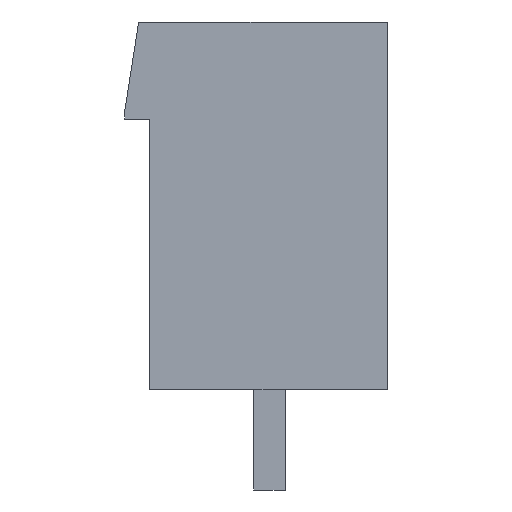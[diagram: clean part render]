
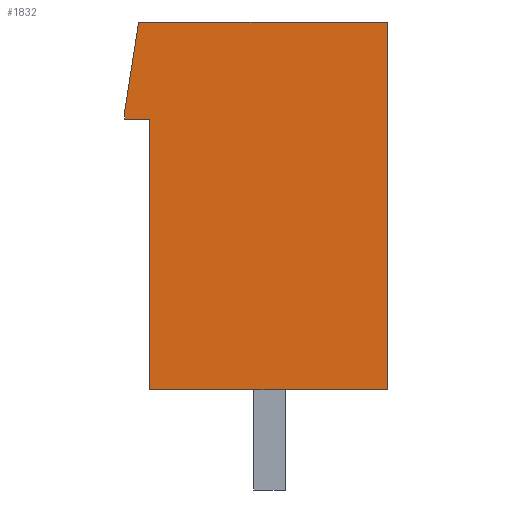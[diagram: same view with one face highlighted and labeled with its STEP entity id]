
A CAD part, left-side view. The second image highlights one B-rep face of the part: STEP entity #1832.
In plain terms, the highlighted planar face has unit normal (-1, 0, 0).
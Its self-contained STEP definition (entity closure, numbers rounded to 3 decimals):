
#1811=AXIS2_PLACEMENT_3D('Plane Axis2P3D',#1808,#1809,#1810) ;
#642=CARTESIAN_POINT('Vertex',(0.,7.6,3.2)) ;
#645=CARTESIAN_POINT('Line Origine',(0.,7.6,7.525)) ;
#649=CARTESIAN_POINT('Vertex',(0.,7.6,11.85)) ;
#987=CARTESIAN_POINT('Vertex',(0.,0.,3.2)) ;
#990=CARTESIAN_POINT('Line Origine',(0.,3.8,3.2)) ;
#1353=CARTESIAN_POINT('Vertex',(0.,8.4,12.05)) ;
#1367=CARTESIAN_POINT('Vertex',(0.,8.4,11.85)) ;
#1370=CARTESIAN_POINT('Line Origine',(0.,8.4,11.95)) ;
#1393=CARTESIAN_POINT('Vertex',(0.,7.95,14.95)) ;
#1401=CARTESIAN_POINT('Line Origine',(0.,8.175,13.5)) ;
#1625=CARTESIAN_POINT('Vertex',(0.,0.,14.95)) ;
#1628=CARTESIAN_POINT('Line Origine',(0.,0.,9.075)) ;
#1808=CARTESIAN_POINT('Axis2P3D Location',(0.,8.4,14.95)) ;
#1813=CARTESIAN_POINT('Line Origine',(0.,3.975,14.95)) ;
#1818=CARTESIAN_POINT('Line Origine',(0.,8.,11.85)) ;
#646=DIRECTION('Vector Direction',(0.,0.,1.)) ;
#991=DIRECTION('Vector Direction',(0.,1.,0.)) ;
#1371=DIRECTION('Vector Direction',(0.,0.,-1.)) ;
#1402=DIRECTION('Vector Direction',(0.,0.153,-0.988)) ;
#1629=DIRECTION('Vector Direction',(0.,0.,-1.)) ;
#1809=DIRECTION('Axis2P3D Direction',(1.,0.,0.)) ;
#1810=DIRECTION('Axis2P3D XDirection',(0.,-1.,0.)) ;
#1814=DIRECTION('Vector Direction',(0.,-1.,0.)) ;
#1819=DIRECTION('Vector Direction',(0.,-1.,0.)) ;
#647=VECTOR('Line Direction',#646,1.) ;
#992=VECTOR('Line Direction',#991,1.) ;
#1372=VECTOR('Line Direction',#1371,1.) ;
#1403=VECTOR('Line Direction',#1402,1.) ;
#1630=VECTOR('Line Direction',#1629,1.) ;
#1815=VECTOR('Line Direction',#1814,1.) ;
#1820=VECTOR('Line Direction',#1819,1.) ;
#1824=ORIENTED_EDGE('',*,*,#1632,.F.) ;
#1825=ORIENTED_EDGE('',*,*,#1817,.F.) ;
#1826=ORIENTED_EDGE('',*,*,#1405,.T.) ;
#1827=ORIENTED_EDGE('',*,*,#1374,.T.) ;
#1828=ORIENTED_EDGE('',*,*,#1822,.T.) ;
#1829=ORIENTED_EDGE('',*,*,#651,.F.) ;
#1830=ORIENTED_EDGE('',*,*,#994,.F.) ;
#1832=ADVANCED_FACE('Housing',(#1831),#1812,.F.) ;
#651=EDGE_CURVE('',#643,#650,#648,.T.) ;
#994=EDGE_CURVE('',#988,#643,#993,.T.) ;
#1374=EDGE_CURVE('',#1354,#1368,#1373,.T.) ;
#1405=EDGE_CURVE('',#1394,#1354,#1404,.T.) ;
#1632=EDGE_CURVE('',#1626,#988,#1631,.T.) ;
#1817=EDGE_CURVE('',#1394,#1626,#1816,.T.) ;
#1822=EDGE_CURVE('',#1368,#650,#1821,.T.) ;
#1823=EDGE_LOOP('',(#1824,#1825,#1826,#1827,#1828,#1829,#1830)) ;
#1831=FACE_OUTER_BOUND('',#1823,.T.) ;
#648=LINE('Line',#645,#647) ;
#993=LINE('Line',#990,#992) ;
#1373=LINE('Line',#1370,#1372) ;
#1404=LINE('Line',#1401,#1403) ;
#1631=LINE('Line',#1628,#1630) ;
#1816=LINE('Line',#1813,#1815) ;
#1821=LINE('Line',#1818,#1820) ;
#1812=PLANE('',#1811) ;
#643=VERTEX_POINT('',#642) ;
#650=VERTEX_POINT('',#649) ;
#988=VERTEX_POINT('',#987) ;
#1354=VERTEX_POINT('',#1353) ;
#1368=VERTEX_POINT('',#1367) ;
#1394=VERTEX_POINT('',#1393) ;
#1626=VERTEX_POINT('',#1625) ;
